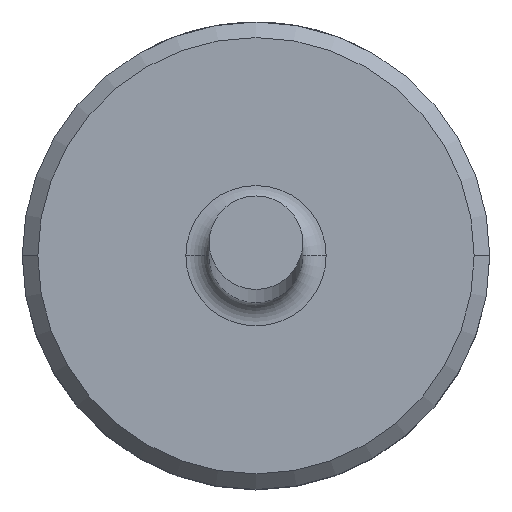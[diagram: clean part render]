
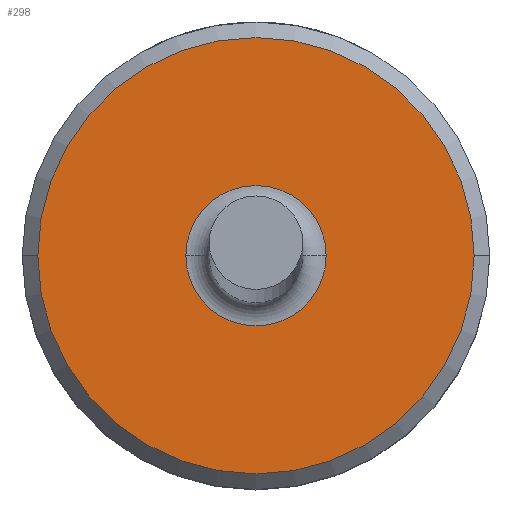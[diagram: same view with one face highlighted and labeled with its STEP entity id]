
A CAD part, top view. The second image highlights one B-rep face of the part: STEP entity #298.
In plain terms, the highlighted planar face has unit normal (0, 0, 1).
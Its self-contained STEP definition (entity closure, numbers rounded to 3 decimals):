
#16 = DIRECTION ( 'NONE',  ( 0., 0., 1. ) ) ;
#38 = VERTEX_POINT ( 'NONE', #507 ) ;
#45 = VERTEX_POINT ( 'NONE', #606 ) ;
#70 = DIRECTION ( 'NONE',  ( 0., 0., 1. ) ) ;
#74 = DIRECTION ( 'NONE',  ( 1., 0., 0. ) ) ;
#103 = AXIS2_PLACEMENT_3D ( 'NONE', #1082, #276, #376 ) ;
#107 = DIRECTION ( 'NONE',  ( 0., 0., -1. ) ) ;
#132 = CIRCLE ( 'NONE', #423, 2.8 ) ;
#186 = EDGE_CURVE ( 'NONE', #924, #38, #743, .T. ) ;
#232 = AXIS2_PLACEMENT_3D ( 'NONE', #667, #107, #759 ) ;
#276 = DIRECTION ( 'NONE',  ( 0., 0., 1. ) ) ;
#298 = ADVANCED_FACE ( 'NONE', ( #683, #1085 ), #453, .T. ) ;
#320 = ORIENTED_EDGE ( 'NONE', *, *, #186, .T. ) ;
#323 = ORIENTED_EDGE ( 'NONE', *, *, #916, .T. ) ;
#350 = CARTESIAN_POINT ( 'NONE',  ( 0., 0., 4. ) ) ;
#359 = DIRECTION ( 'NONE',  ( 0., 0., -1. ) ) ;
#376 = DIRECTION ( 'NONE',  ( 1., 0., 0. ) ) ;
#423 = AXIS2_PLACEMENT_3D ( 'NONE', #576, #16, #672 ) ;
#453 = PLANE ( 'NONE',  #493 ) ;
#484 = VERTEX_POINT ( 'NONE', #632 ) ;
#493 = AXIS2_PLACEMENT_3D ( 'NONE', #350, #70, #74 ) ;
#507 = CARTESIAN_POINT ( 'NONE',  ( 2.8, 0., 4. ) ) ;
#509 = EDGE_CURVE ( 'NONE', #45, #484, #961, .T. ) ;
#568 = ORIENTED_EDGE ( 'NONE', *, *, #886, .T. ) ;
#576 = CARTESIAN_POINT ( 'NONE',  ( 0., 0., 4. ) ) ;
#591 = ORIENTED_EDGE ( 'NONE', *, *, #509, .T. ) ;
#606 = CARTESIAN_POINT ( 'NONE',  ( -0.9, 0., 4. ) ) ;
#609 = EDGE_LOOP ( 'NONE', ( #320, #323 ) ) ;
#631 = CIRCLE ( 'NONE', #232, 0.9 ) ;
#632 = CARTESIAN_POINT ( 'NONE',  ( 0.9, 0., 4. ) ) ;
#667 = CARTESIAN_POINT ( 'NONE',  ( 0., 0., 4. ) ) ;
#672 = DIRECTION ( 'NONE',  ( 1., 0., 0. ) ) ;
#683 = FACE_OUTER_BOUND ( 'NONE', #609, .T. ) ;
#743 = CIRCLE ( 'NONE', #103, 2.8 ) ;
#759 = DIRECTION ( 'NONE',  ( -1., 0., 0. ) ) ;
#784 = EDGE_LOOP ( 'NONE', ( #591, #568 ) ) ;
#844 = CARTESIAN_POINT ( 'NONE',  ( -2.8, 0., 4. ) ) ;
#886 = EDGE_CURVE ( 'NONE', #484, #45, #631, .T. ) ;
#904 = CARTESIAN_POINT ( 'NONE',  ( 0., 0., 4. ) ) ;
#916 = EDGE_CURVE ( 'NONE', #38, #924, #132, .T. ) ;
#924 = VERTEX_POINT ( 'NONE', #844 ) ;
#961 = CIRCLE ( 'NONE', #1031, 0.9 ) ;
#986 = DIRECTION ( 'NONE',  ( -1., 0., 0. ) ) ;
#1031 = AXIS2_PLACEMENT_3D ( 'NONE', #904, #359, #986 ) ;
#1082 = CARTESIAN_POINT ( 'NONE',  ( 0., 0., 4. ) ) ;
#1085 = FACE_BOUND ( 'NONE', #784, .T. ) ;
